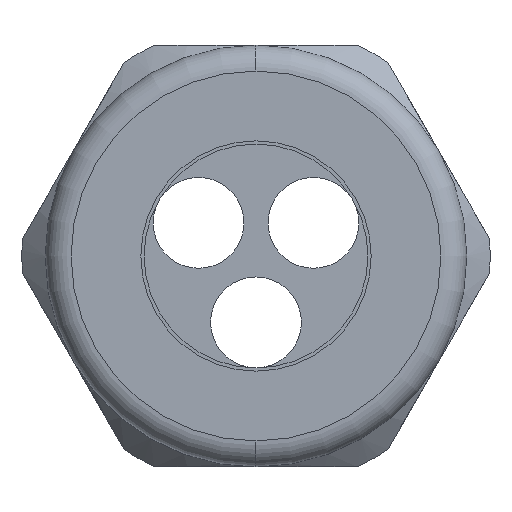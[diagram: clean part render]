
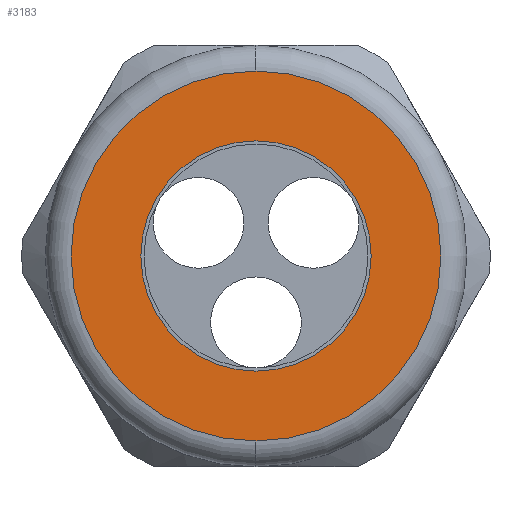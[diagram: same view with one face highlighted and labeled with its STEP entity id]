
A CAD part, left-side view. The second image highlights one B-rep face of the part: STEP entity #3183.
In plain terms, the highlighted planar face has unit normal (-1, 0, 0).
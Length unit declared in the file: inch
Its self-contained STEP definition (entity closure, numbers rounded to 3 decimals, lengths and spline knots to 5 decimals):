
#2074 = CARTESIAN_POINT ( 'NONE',  ( -1.53, 0., -0.57 ) ) ;
#2106 = DIRECTION ( 'NONE',  ( 0., 0., 1. ) ) ;
#2107 = DIRECTION ( 'NONE',  ( -1., 0., 0. ) ) ;
#2108 = CARTESIAN_POINT ( 'NONE',  ( -1.53, 0., 0. ) ) ;
#2109 = AXIS2_PLACEMENT_3D ( 'NONE', #2108, #2107, #2106 ) ;
#2110 = CIRCLE ( 'NONE', #2109, 0.57 ) ;
#2120 = CARTESIAN_POINT ( 'NONE',  ( -1.53, 0., 0.57 ) ) ;
#2544 = VERTEX_POINT ( 'NONE', #4566 ) ;
#2547 = VERTEX_POINT ( 'NONE', #4561 ) ;
#2548 = EDGE_CURVE ( 'NONE', #2547, #2544, #4560, .T. ) ;
#3165 = ORIENTED_EDGE ( 'NONE', *, *, #2548, .T. ) ;
#3180 = EDGE_CURVE ( 'NONE', #2544, #2547, #5828, .T. ) ;
#3183 = ADVANCED_FACE ( 'NONE', ( #5884, #5883 ), #5882, .T. ) ;
#3184 = EDGE_LOOP ( 'NONE', ( #3185, #3186 ) ) ;
#3185 = ORIENTED_EDGE ( 'NONE', *, *, #6257, .T. ) ;
#3186 = ORIENTED_EDGE ( 'NONE', *, *, #3187, .T. ) ;
#3187 = EDGE_CURVE ( 'NONE', #6244, #6252, #5877, .T. ) ;
#3188 = EDGE_LOOP ( 'NONE', ( #3189, #3165 ) ) ;
#3189 = ORIENTED_EDGE ( 'NONE', *, *, #3180, .T. ) ;
#4556 = DIRECTION ( 'NONE',  ( 0., 0., -1. ) ) ;
#4557 = DIRECTION ( 'NONE',  ( 1., 0., 0. ) ) ;
#4558 = CARTESIAN_POINT ( 'NONE',  ( -1.53, 0., 0. ) ) ;
#4559 = AXIS2_PLACEMENT_3D ( 'NONE', #4558, #4557, #4556 ) ;
#4560 = CIRCLE ( 'NONE', #4559, 0.355 ) ;
#4561 = CARTESIAN_POINT ( 'NONE',  ( -1.53, 0., 0.355 ) ) ;
#4566 = CARTESIAN_POINT ( 'NONE',  ( -1.53, 0., -0.355 ) ) ;
#5824 = DIRECTION ( 'NONE',  ( 0., 0., -1. ) ) ;
#5825 = DIRECTION ( 'NONE',  ( 1., 0., 0. ) ) ;
#5826 = CARTESIAN_POINT ( 'NONE',  ( -1.53, 0., 0. ) ) ;
#5827 = AXIS2_PLACEMENT_3D ( 'NONE', #5826, #5825, #5824 ) ;
#5828 = CIRCLE ( 'NONE', #5827, 0.355 ) ;
#5873 = DIRECTION ( 'NONE',  ( 0., 0., 1. ) ) ;
#5874 = DIRECTION ( 'NONE',  ( -1., 0., 0. ) ) ;
#5875 = CARTESIAN_POINT ( 'NONE',  ( -1.53, 0., 0. ) ) ;
#5876 = AXIS2_PLACEMENT_3D ( 'NONE', #5875, #5874, #5873 ) ;
#5877 = CIRCLE ( 'NONE', #5876, 0.57 ) ;
#5878 = DIRECTION ( 'NONE',  ( 0., 0., 1. ) ) ;
#5879 = DIRECTION ( 'NONE',  ( -1., 0., 0. ) ) ;
#5880 = CARTESIAN_POINT ( 'NONE',  ( -1.53, 0.65, 0. ) ) ;
#5881 = AXIS2_PLACEMENT_3D ( 'NONE', #5880, #5879, #5878 ) ;
#5882 = PLANE ( 'NONE',  #5881 ) ;
#5883 = FACE_BOUND ( 'NONE', #3188, .T. ) ;
#5884 = FACE_OUTER_BOUND ( 'NONE', #3184, .T. ) ;
#6244 = VERTEX_POINT ( 'NONE', #2074 ) ;
#6252 = VERTEX_POINT ( 'NONE', #2120 ) ;
#6257 = EDGE_CURVE ( 'NONE', #6252, #6244, #2110, .T. ) ;
